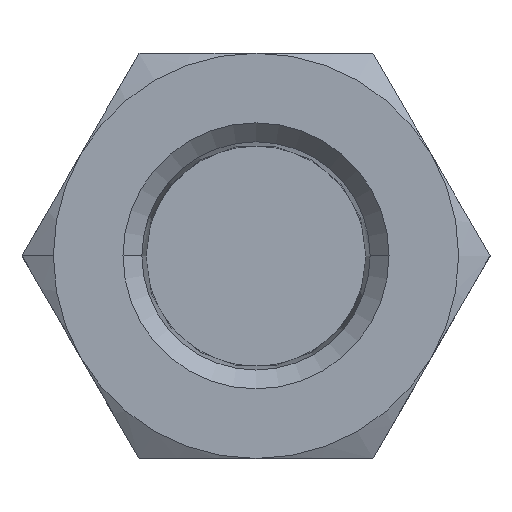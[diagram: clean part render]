
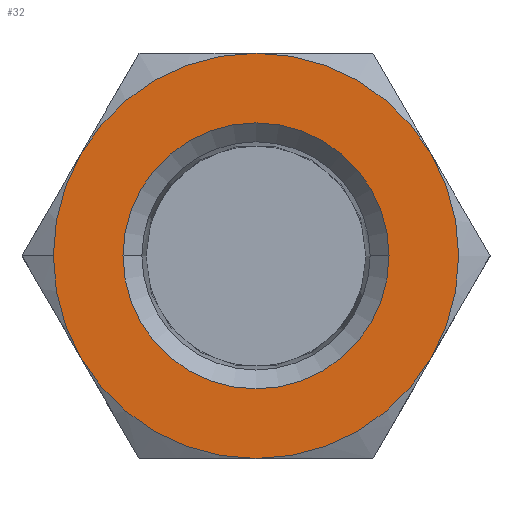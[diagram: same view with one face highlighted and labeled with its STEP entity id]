
A CAD part, top view. The second image highlights one B-rep face of the part: STEP entity #32.
In plain terms, the highlighted planar face has unit normal (0, 0, 1).
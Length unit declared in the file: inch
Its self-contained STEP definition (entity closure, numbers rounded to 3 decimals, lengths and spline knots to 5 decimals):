
#16 = AXIS2_PLACEMENT_3D ( 'NONE', #764, #121, #1580 ) ;
#19 = DIRECTION ( 'NONE',  ( 0., 0., 1. ) ) ;
#20 = AXIS2_PLACEMENT_3D ( 'NONE', #302, #168, #190 ) ;
#32 = ADVANCED_FACE ( 'NONE', ( #1101, #1198 ), #556, .F. ) ;
#101 = ORIENTED_EDGE ( 'NONE', *, *, #908, .T. ) ;
#120 = AXIS2_PLACEMENT_3D ( 'NONE', #1525, #354, #1264 ) ;
#121 = DIRECTION ( 'NONE',  ( 0., 0., 1. ) ) ;
#132 = CIRCLE ( 'NONE', #1300, 0.6875 ) ;
#156 = ORIENTED_EDGE ( 'NONE', *, *, #1133, .T. ) ;
#168 = DIRECTION ( 'NONE',  ( 0., 0., -1. ) ) ;
#169 = DIRECTION ( 'NONE',  ( 0., 0., -1. ) ) ;
#190 = DIRECTION ( 'NONE',  ( -1., 0., 0. ) ) ;
#198 = CARTESIAN_POINT ( 'NONE',  ( 0., 0.6875, 0.25 ) ) ;
#211 = ORIENTED_EDGE ( 'NONE', *, *, #286, .T. ) ;
#213 = VERTEX_POINT ( 'NONE', #198 ) ;
#251 = CIRCLE ( 'NONE', #1063, 0.45122 ) ;
#261 = DIRECTION ( 'NONE',  ( 1., 0., 0. ) ) ;
#286 = EDGE_CURVE ( 'NONE', #466, #531, #769, .T. ) ;
#302 = CARTESIAN_POINT ( 'NONE',  ( 0., 0., 0.25 ) ) ;
#322 = EDGE_CURVE ( 'NONE', #1136, #466, #1256, .T. ) ;
#323 = CIRCLE ( 'NONE', #1334, 0.6875 ) ;
#354 = DIRECTION ( 'NONE',  ( 0., 0., 1. ) ) ;
#374 = DIRECTION ( 'NONE',  ( -1., 0., 0. ) ) ;
#379 = DIRECTION ( 'NONE',  ( -1., 0., 0. ) ) ;
#461 = ORIENTED_EDGE ( 'NONE', *, *, #322, .T. ) ;
#463 = AXIS2_PLACEMENT_3D ( 'NONE', #1347, #914, #1327 ) ;
#466 = VERTEX_POINT ( 'NONE', #659 ) ;
#475 = EDGE_CURVE ( 'NONE', #531, #1233, #849, .T. ) ;
#528 = ORIENTED_EDGE ( 'NONE', *, *, #475, .T. ) ;
#529 = DIRECTION ( 'NONE',  ( -1., 0., 0. ) ) ;
#531 = VERTEX_POINT ( 'NONE', #1351 ) ;
#556 = PLANE ( 'NONE',  #845 ) ;
#571 = ORIENTED_EDGE ( 'NONE', *, *, #1463, .T. ) ;
#576 = CARTESIAN_POINT ( 'NONE',  ( 0.45122, 0., 0.25 ) ) ;
#581 = EDGE_CURVE ( 'NONE', #938, #626, #1067, .T. ) ;
#626 = VERTEX_POINT ( 'NONE', #1093 ) ;
#659 = CARTESIAN_POINT ( 'NONE',  ( -0.6875, 0., 0.25 ) ) ;
#701 = CARTESIAN_POINT ( 'NONE',  ( 0., -0.6875, 0.25 ) ) ;
#753 = CARTESIAN_POINT ( 'NONE',  ( 0., 0., 0.25 ) ) ;
#764 = CARTESIAN_POINT ( 'NONE',  ( 0., 0., 0.25 ) ) ;
#769 = CIRCLE ( 'NONE', #120, 0.6875 ) ;
#790 = CARTESIAN_POINT ( 'NONE',  ( 0.59539, 0.34375, 0.25 ) ) ;
#820 = CARTESIAN_POINT ( 'NONE',  ( 1.19078, -0.6875, 0.25 ) ) ;
#845 = AXIS2_PLACEMENT_3D ( 'NONE', #820, #169, #1072 ) ;
#849 = CIRCLE ( 'NONE', #1640, 0.6875 ) ;
#888 = CARTESIAN_POINT ( 'NONE',  ( 0., 0., 0.25 ) ) ;
#889 = EDGE_CURVE ( 'NONE', #968, #1631, #901, .T. ) ;
#901 = CIRCLE ( 'NONE', #16, 0.6875 ) ;
#908 = EDGE_CURVE ( 'NONE', #626, #938, #251, .T. ) ;
#914 = DIRECTION ( 'NONE',  ( 0., 0., 1. ) ) ;
#932 = CARTESIAN_POINT ( 'NONE',  ( 0.59539, -0.34375, 0.25 ) ) ;
#938 = VERTEX_POINT ( 'NONE', #576 ) ;
#958 = EDGE_LOOP ( 'NONE', ( #461, #211, #528, #156, #1385, #571, #1131 ) ) ;
#965 = DIRECTION ( 'NONE',  ( 0., 0., 1. ) ) ;
#968 = VERTEX_POINT ( 'NONE', #932 ) ;
#973 = AXIS2_PLACEMENT_3D ( 'NONE', #1182, #1670, #374 ) ;
#1004 = ORIENTED_EDGE ( 'NONE', *, *, #581, .T. ) ;
#1063 = AXIS2_PLACEMENT_3D ( 'NONE', #1420, #1447, #379 ) ;
#1067 = CIRCLE ( 'NONE', #20, 0.45122 ) ;
#1072 = DIRECTION ( 'NONE',  ( -1., 0., 0. ) ) ;
#1093 = CARTESIAN_POINT ( 'NONE',  ( -0.45122, 0., 0.25 ) ) ;
#1096 = DIRECTION ( 'NONE',  ( -1., 0., 0. ) ) ;
#1101 = FACE_BOUND ( 'NONE', #1114, .T. ) ;
#1114 = EDGE_LOOP ( 'NONE', ( #1004, #101 ) ) ;
#1131 = ORIENTED_EDGE ( 'NONE', *, *, #1492, .T. ) ;
#1133 = EDGE_CURVE ( 'NONE', #1233, #968, #132, .T. ) ;
#1136 = VERTEX_POINT ( 'NONE', #1630 ) ;
#1171 = DIRECTION ( 'NONE',  ( 0., 0., 1. ) ) ;
#1179 = CARTESIAN_POINT ( 'NONE',  ( 0., 0., 0.25 ) ) ;
#1182 = CARTESIAN_POINT ( 'NONE',  ( 0., 0., 0.25 ) ) ;
#1198 = FACE_OUTER_BOUND ( 'NONE', #958, .T. ) ;
#1222 = CIRCLE ( 'NONE', #973, 0.6875 ) ;
#1233 = VERTEX_POINT ( 'NONE', #701 ) ;
#1256 = CIRCLE ( 'NONE', #463, 0.6875 ) ;
#1264 = DIRECTION ( 'NONE',  ( -1., 0., 0. ) ) ;
#1300 = AXIS2_PLACEMENT_3D ( 'NONE', #753, #965, #1096 ) ;
#1327 = DIRECTION ( 'NONE',  ( -1., 0., 0. ) ) ;
#1334 = AXIS2_PLACEMENT_3D ( 'NONE', #888, #1171, #261 ) ;
#1347 = CARTESIAN_POINT ( 'NONE',  ( 0., 0., 0.25 ) ) ;
#1351 = CARTESIAN_POINT ( 'NONE',  ( -0.59539, -0.34375, 0.25 ) ) ;
#1385 = ORIENTED_EDGE ( 'NONE', *, *, #889, .T. ) ;
#1420 = CARTESIAN_POINT ( 'NONE',  ( 0., 0., 0.25 ) ) ;
#1447 = DIRECTION ( 'NONE',  ( 0., 0., -1. ) ) ;
#1463 = EDGE_CURVE ( 'NONE', #1631, #213, #323, .T. ) ;
#1492 = EDGE_CURVE ( 'NONE', #213, #1136, #1222, .T. ) ;
#1525 = CARTESIAN_POINT ( 'NONE',  ( 0., 0., 0.25 ) ) ;
#1580 = DIRECTION ( 'NONE',  ( -1., 0., 0. ) ) ;
#1630 = CARTESIAN_POINT ( 'NONE',  ( -0.59539, 0.34375, 0.25 ) ) ;
#1631 = VERTEX_POINT ( 'NONE', #790 ) ;
#1640 = AXIS2_PLACEMENT_3D ( 'NONE', #1179, #19, #529 ) ;
#1670 = DIRECTION ( 'NONE',  ( 0., 0., 1. ) ) ;
